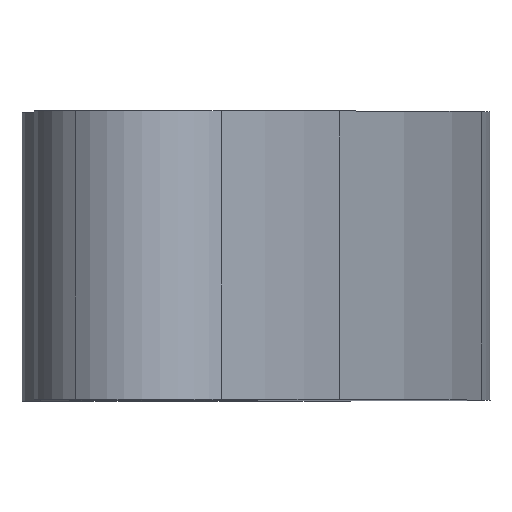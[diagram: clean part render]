
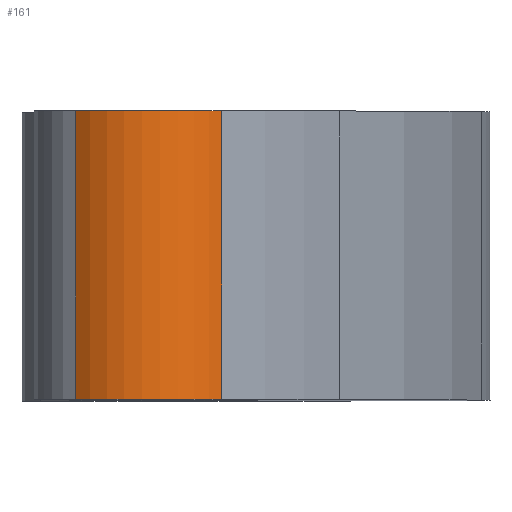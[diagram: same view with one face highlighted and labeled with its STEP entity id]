
A CAD part, top view. The second image highlights one B-rep face of the part: STEP entity #161.
In plain terms, the highlighted cylindrical face has radius 3.59 mm (diameter 7.18 mm), a partial arc.
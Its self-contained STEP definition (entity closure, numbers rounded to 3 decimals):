
#18 = LINE ( 'NONE', #252, #225 ) ;
#20 = CARTESIAN_POINT ( 'NONE',  ( 48.674, 1., 21.023 ) ) ;
#33 = VERTEX_POINT ( 'NONE', #20 ) ;
#34 = VECTOR ( 'NONE', #886, 1000. ) ;
#44 = DIRECTION ( 'NONE',  ( 0., -1., 0. ) ) ;
#78 = AXIS2_PLACEMENT_3D ( 'NONE', #1173, #712, #1190 ) ;
#91 = CARTESIAN_POINT ( 'NONE',  ( 50.984, 1., 18.275 ) ) ;
#139 = CARTESIAN_POINT ( 'NONE',  ( 48.674, 11., 21.023 ) ) ;
#161 = ADVANCED_FACE ( 'NONE', ( #1073 ), #238, .T. ) ;
#225 = VECTOR ( 'NONE', #270, 1000. ) ;
#227 = EDGE_CURVE ( 'NONE', #1284, #33, #18, .T. ) ;
#238 = CYLINDRICAL_SURFACE ( 'NONE', #78, 3.59 ) ;
#251 = VERTEX_POINT ( 'NONE', #1466 ) ;
#252 = CARTESIAN_POINT ( 'NONE',  ( 48.674, 11., 21.023 ) ) ;
#270 = DIRECTION ( 'NONE',  ( 0., -1., 0. ) ) ;
#288 = CIRCLE ( 'NONE', #438, 3.59 ) ;
#313 = ORIENTED_EDGE ( 'NONE', *, *, #1321, .T. ) ;
#336 = AXIS2_PLACEMENT_3D ( 'NONE', #517, #44, #1221 ) ;
#366 = VERTEX_POINT ( 'NONE', #988 ) ;
#420 = ORIENTED_EDGE ( 'NONE', *, *, #1412, .F. ) ;
#438 = AXIS2_PLACEMENT_3D ( 'NONE', #91, #594, #1294 ) ;
#517 = CARTESIAN_POINT ( 'NONE',  ( 50.984, 11., 18.275 ) ) ;
#594 = DIRECTION ( 'NONE',  ( 0., -1., 0. ) ) ;
#712 = DIRECTION ( 'NONE',  ( 0., -1., 0. ) ) ;
#850 = CARTESIAN_POINT ( 'NONE',  ( 53.732, 11., 20.585 ) ) ;
#886 = DIRECTION ( 'NONE',  ( 0., -1., 0. ) ) ;
#988 = CARTESIAN_POINT ( 'NONE',  ( 53.732, 1., 20.585 ) ) ;
#1073 = FACE_OUTER_BOUND ( 'NONE', #1204, .T. ) ;
#1156 = EDGE_CURVE ( 'NONE', #366, #33, #288, .T. ) ;
#1173 = CARTESIAN_POINT ( 'NONE',  ( 50.984, 11., 18.275 ) ) ;
#1190 = DIRECTION ( 'NONE',  ( 1., 0., 0. ) ) ;
#1193 = ORIENTED_EDGE ( 'NONE', *, *, #227, .T. ) ;
#1204 = EDGE_LOOP ( 'NONE', ( #1425, #420, #313, #1193 ) ) ;
#1221 = DIRECTION ( 'NONE',  ( 1., 0., 0. ) ) ;
#1284 = VERTEX_POINT ( 'NONE', #139 ) ;
#1294 = DIRECTION ( 'NONE',  ( 1., 0., 0. ) ) ;
#1311 = CIRCLE ( 'NONE', #336, 3.59 ) ;
#1321 = EDGE_CURVE ( 'NONE', #251, #1284, #1311, .T. ) ;
#1339 = LINE ( 'NONE', #850, #34 ) ;
#1412 = EDGE_CURVE ( 'NONE', #251, #366, #1339, .T. ) ;
#1425 = ORIENTED_EDGE ( 'NONE', *, *, #1156, .F. ) ;
#1466 = CARTESIAN_POINT ( 'NONE',  ( 53.732, 11., 20.585 ) ) ;
